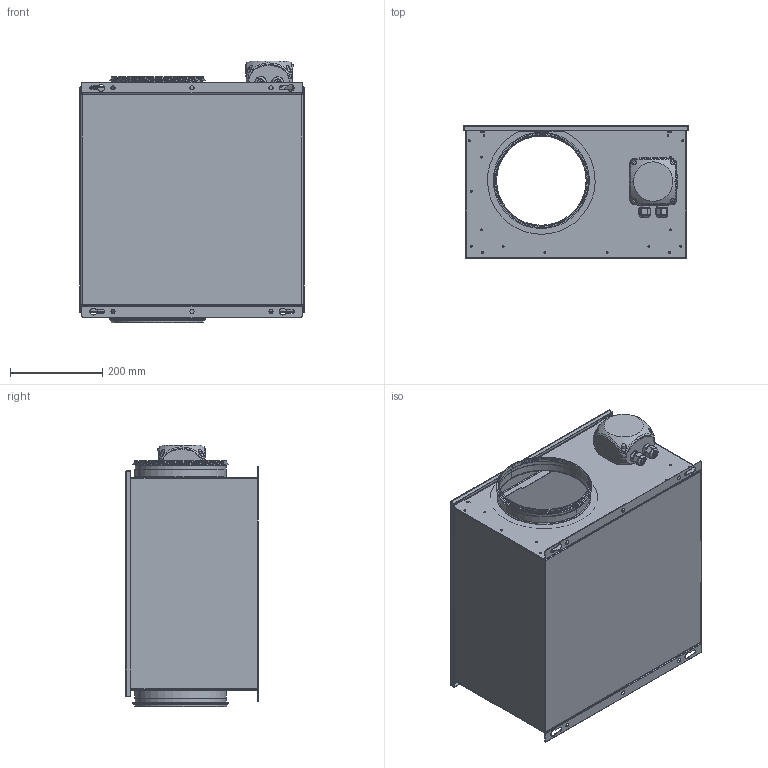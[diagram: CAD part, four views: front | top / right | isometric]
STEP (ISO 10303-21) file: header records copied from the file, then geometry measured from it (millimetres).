
FILE_DESCRIPTION (( 'STEP AP203' ), '1' );
FILE_NAME ('166124_01_ISOR200ECK01_step.step', '2023-04-17T13:16:22', ( '' ), ( '' ), 'SwSTEP 2.0', 'SolidWorks 2021', '' );
FILE_SCHEMA (( 'CONFIG_CONTROL_DESIGN' ));
Products named in the file (1): 166124_01_ISOR200ECK01_step
Bounding box: 486 x 286.8 x 566.5 mm (x, y, z)
Surface area: 2212564.9 mm2 (no closed solid volume)
Topology: 0 solids, 59 shells, 578 faces, 1781 edges, 1231 vertices
Faces by surface type: cylinder 282, plane 162, torus 56, bspline 44, cone 34
Entity records: 128276 total; most frequent: CARTESIAN_POINT 112323, DIRECTION 3394, ORIENTED_EDGE 2888, EDGE_CURVE 1781, AXIS2_PLACEMENT_3D 1300, VERTEX_POINT 1231, VECTOR 794, LINE 794
